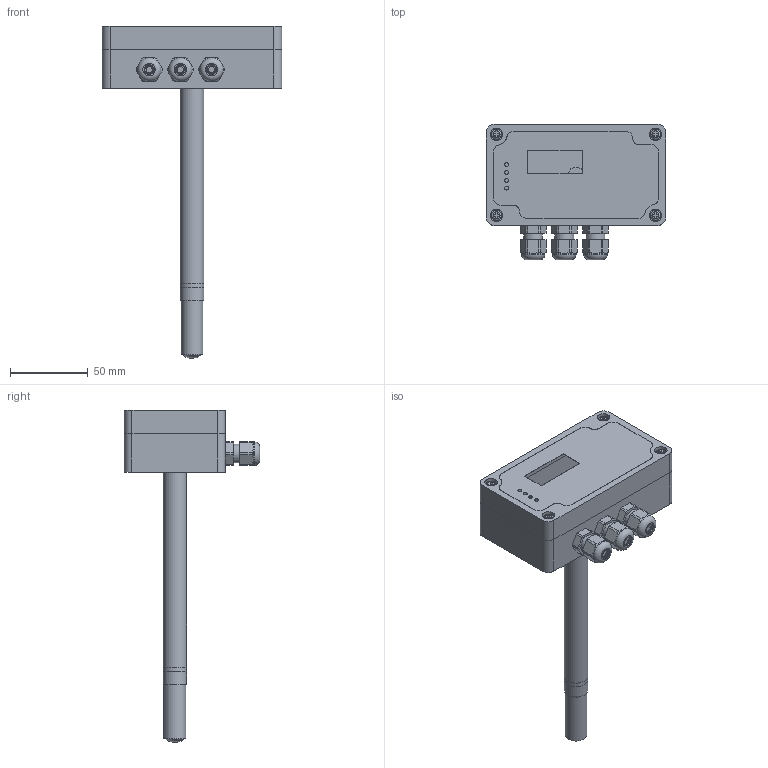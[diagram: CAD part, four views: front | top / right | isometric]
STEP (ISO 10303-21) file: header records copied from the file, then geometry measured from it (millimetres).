
FILE_DESCRIPTION(/* description */ (''),/* implementation_level */ '2;1');
FILE_NAME(/* name */ 'Mi-xxxL1xx.step',/* time_stamp */ '2021-07-20T10:31:44+02:00',/* author */ (''),/* organization */ (''),/* preprocessor_version */ 'ST-DEVELOPER v18.1',/* originating_system */ 'Autodesk Translation Framework v10.9.0.1377',/* authorisation */ '');
FILE_SCHEMA (('AUTOMOTIVE_DESIGN { 1 0 10303 214 3 1 1 }'));
Length unit declared in the file: millimetre
Products named in the file (6): Mi-xxxL1xx; M12_dlawnica; sruba_M4; Tuleja_L1; Filtr_R1; G1/4_PG7_prostokat
Assembly tree (10 placements, depth 3):
  Mi-xxxL1xx
    M12_dlawnica  x3
    sruba_M4  x4
    Tuleja_L1
      Filtr_R1
      G1/4_PG7_prostokat
Bounding box: 115 x 87 x 213 mm (x, y, z)
Volume: 102352.1 mm3; surface area: 84540.2 mm2
Topology: 13 solids, 13 shells, 457 faces, 1105 edges, 717 vertices
Faces by surface type: plane 208, cylinder 172, cone 48, torus 20, bspline 9
Full cylindrical faces by diameter (mm): 2.5 x4, 4 x15, 5 x2, 5.5 x3, 6.5 x4, 8 x9, 9.957 x3, 10 x4, 11.08 x4, 11.445 x5, 12 x7, 12.3 x5, 14 x1, 15 x6
Entity records: 13405 total; most frequent: CARTESIAN_POINT 6342, DIRECTION 1452, ORIENTED_EDGE 1402, EDGE_CURVE 701, AXIS2_PLACEMENT_3D 549, VERTEX_POINT 461, LINE 354, VECTOR 354
